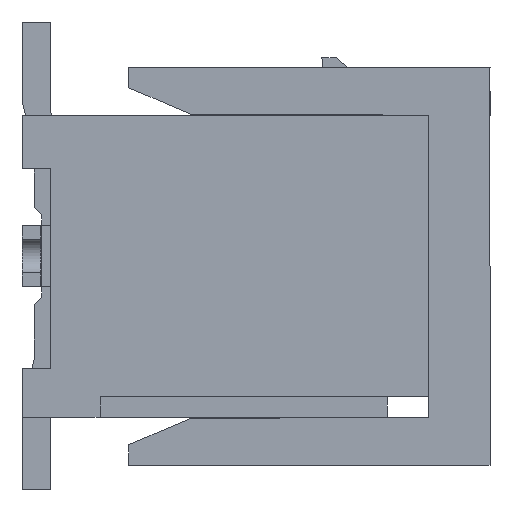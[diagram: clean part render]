
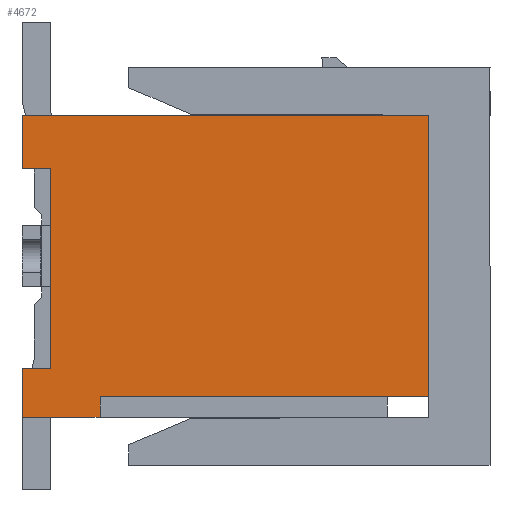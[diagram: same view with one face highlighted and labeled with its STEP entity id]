
A CAD part, left-side view. The second image highlights one B-rep face of the part: STEP entity #4672.
In plain terms, the highlighted planar face has unit normal (-1, 0, 0).
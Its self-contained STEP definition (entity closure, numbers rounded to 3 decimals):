
#491=ORIENTED_EDGE('',*,*,#1692,.F.);
#492=ORIENTED_EDGE('',*,*,#1690,.F.);
#493=ORIENTED_EDGE('',*,*,#1786,.F.);
#494=ORIENTED_EDGE('',*,*,#1787,.F.);
#495=ORIENTED_EDGE('',*,*,#1775,.T.);
#496=ORIENTED_EDGE('',*,*,#1511,.T.);
#497=ORIENTED_EDGE('',*,*,#1788,.T.);
#498=ORIENTED_EDGE('',*,*,#1650,.F.);
#499=ORIENTED_EDGE('',*,*,#1654,.F.);
#500=ORIENTED_EDGE('',*,*,#1591,.F.);
#1511=EDGE_CURVE('',#2196,#2195,#2649,.T.);
#1591=EDGE_CURVE('',#2269,#2270,#2725,.T.);
#1650=EDGE_CURVE('',#2323,#2324,#2784,.T.);
#1654=EDGE_CURVE('',#2270,#2323,#2788,.T.);
#1690=EDGE_CURVE('',#2347,#2341,#2824,.T.);
#1692=EDGE_CURVE('',#2341,#2269,#2825,.T.);
#1775=EDGE_CURVE('',#2408,#2196,#2908,.T.);
#1786=EDGE_CURVE('',#2413,#2347,#2919,.T.);
#1787=EDGE_CURVE('',#2408,#2413,#2920,.T.);
#1788=EDGE_CURVE('',#2195,#2324,#2921,.T.);
#2195=VERTEX_POINT('',#6473);
#2196=VERTEX_POINT('',#6475);
#2269=VERTEX_POINT('',#6637);
#2270=VERTEX_POINT('',#6639);
#2323=VERTEX_POINT('',#6757);
#2324=VERTEX_POINT('',#6759);
#2341=VERTEX_POINT('',#6815);
#2347=VERTEX_POINT('',#6827);
#2408=VERTEX_POINT('',#6982);
#2413=VERTEX_POINT('',#7000);
#2649=LINE('',#6474,#3309);
#2725=LINE('',#6638,#3385);
#2784=LINE('',#6758,#3444);
#2788=LINE('',#6765,#3448);
#2824=LINE('',#6828,#3484);
#2825=LINE('',#6831,#3485);
#2908=LINE('',#6981,#3568);
#2919=LINE('',#7001,#3579);
#2920=LINE('',#7003,#3580);
#2921=LINE('',#7004,#3581);
#3309=VECTOR('',#5241,1000.);
#3385=VECTOR('',#5345,1000.);
#3444=VECTOR('',#5418,1000.);
#3448=VECTOR('',#5424,1000.);
#3484=VECTOR('',#5470,1000.);
#3485=VECTOR('',#5475,1000.);
#3568=VECTOR('',#5572,1000.);
#3579=VECTOR('',#5589,1000.);
#3580=VECTOR('',#5592,1000.);
#3581=VECTOR('',#5593,1000.);
#3972=EDGE_LOOP('',(#491,#492,#493,#494,#495,#496,#497,#498,#499,#500));
#4218=FACE_BOUND('',#3972,.T.);
#4452=PLANE('',#4959);
#4672=ADVANCED_FACE('',(#4218),#4452,.T.);
#4959=AXIS2_PLACEMENT_3D('',#7002,#5590,#5591);
#5241=DIRECTION('',(0.,0.,1.));
#5345=DIRECTION('',(0.,0.,1.));
#5418=DIRECTION('',(0.,0.,1.));
#5424=DIRECTION('',(0.,1.,0.));
#5470=DIRECTION('',(0.,0.,1.));
#5475=DIRECTION('',(0.,-1.,0.));
#5572=DIRECTION('',(0.,-1.,0.));
#5589=DIRECTION('',(0.,1.,0.));
#5590=DIRECTION('',(-1.,0.,0.));
#5591=DIRECTION('',(0.,0.,1.));
#5592=DIRECTION('',(0.,0.,-1.));
#5593=DIRECTION('',(0.,1.,0.));
#6473=CARTESIAN_POINT('',(-4.85,-4.95,3.68));
#6474=CARTESIAN_POINT('',(-4.85,-4.95,-3.68));
#6475=CARTESIAN_POINT('',(-4.85,-4.95,-3.18));
#6637=CARTESIAN_POINT('',(-4.85,4.25,-2.48));
#6638=CARTESIAN_POINT('',(-4.85,4.25,-2.48));
#6639=CARTESIAN_POINT('',(-4.85,4.25,2.37));
#6757=CARTESIAN_POINT('',(-4.85,4.95,2.37));
#6758=CARTESIAN_POINT('',(-4.85,4.95,-3.68));
#6759=CARTESIAN_POINT('',(-4.85,4.95,3.68));
#6765=CARTESIAN_POINT('',(-4.85,4.25,2.37));
#6815=CARTESIAN_POINT('',(-4.85,4.95,-2.48));
#6827=CARTESIAN_POINT('',(-4.85,4.95,-3.68));
#6828=CARTESIAN_POINT('',(-4.85,4.95,-3.68));
#6831=CARTESIAN_POINT('',(-4.85,4.95,-2.48));
#6981=CARTESIAN_POINT('',(-4.85,-4.95,-3.18));
#6982=CARTESIAN_POINT('',(-4.85,3.05,-3.18));
#7000=CARTESIAN_POINT('',(-4.85,3.05,-3.68));
#7001=CARTESIAN_POINT('',(-4.85,-4.95,-3.68));
#7002=CARTESIAN_POINT('',(-4.85,-4.95,-3.68));
#7003=CARTESIAN_POINT('',(-4.85,3.05,-3.18));
#7004=CARTESIAN_POINT('',(-4.85,-4.95,3.68));
